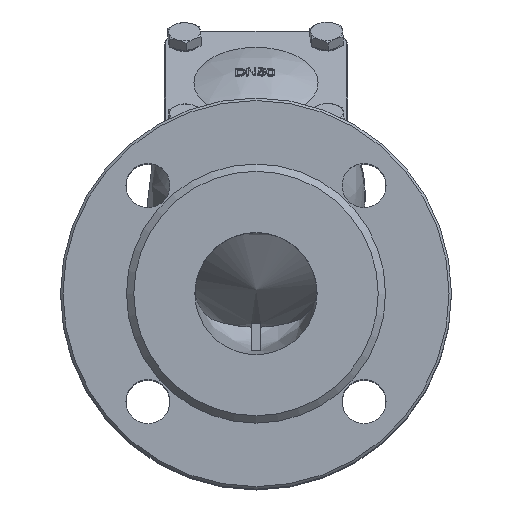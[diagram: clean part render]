
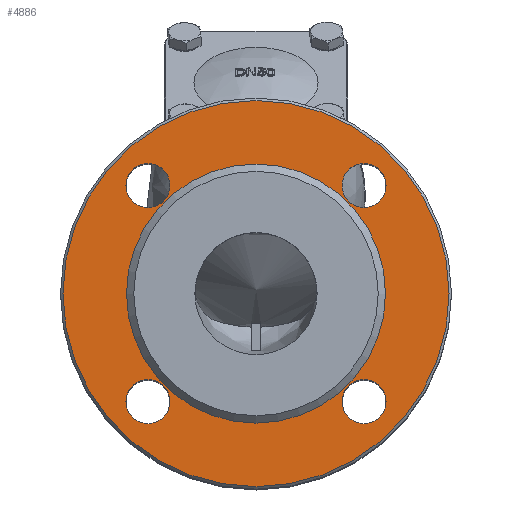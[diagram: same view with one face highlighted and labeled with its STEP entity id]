
A CAD part, top view. The second image highlights one B-rep face of the part: STEP entity #4886.
In plain terms, the highlighted planar face has unit normal (0, 0, 1).
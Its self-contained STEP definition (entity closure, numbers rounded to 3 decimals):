
#182=CIRCLE('',#5254,79.);
#183=CIRCLE('',#5256,53.);
#184=CIRCLE('',#5257,9.);
#185=CIRCLE('',#5258,9.);
#186=CIRCLE('',#5259,9.);
#187=CIRCLE('',#5260,9.);
#322=FACE_BOUND('',#1458,.T.);
#323=FACE_BOUND('',#1459,.T.);
#324=FACE_BOUND('',#1460,.T.);
#325=FACE_BOUND('',#1461,.T.);
#326=FACE_BOUND('',#1462,.T.);
#415=PLANE('',#5255);
#1161=FACE_OUTER_BOUND('',#1457,.T.);
#1457=EDGE_LOOP('',(#3827));
#1458=EDGE_LOOP('',(#3828));
#1459=EDGE_LOOP('',(#3829));
#1460=EDGE_LOOP('',(#3830));
#1461=EDGE_LOOP('',(#3831));
#1462=EDGE_LOOP('',(#3832));
#2165=VERTEX_POINT('',#10470);
#2166=VERTEX_POINT('',#10474);
#2167=VERTEX_POINT('',#10476);
#2168=VERTEX_POINT('',#10478);
#2169=VERTEX_POINT('',#10480);
#2170=VERTEX_POINT('',#10482);
#2751=EDGE_CURVE('',#2165,#2165,#182,.T.);
#2753=EDGE_CURVE('',#2166,#2166,#183,.T.);
#2754=EDGE_CURVE('',#2167,#2167,#184,.T.);
#2755=EDGE_CURVE('',#2168,#2168,#185,.T.);
#2756=EDGE_CURVE('',#2169,#2169,#186,.T.);
#2757=EDGE_CURVE('',#2170,#2170,#187,.T.);
#3827=ORIENTED_EDGE('',*,*,#2751,.F.);
#3828=ORIENTED_EDGE('',*,*,#2753,.F.);
#3829=ORIENTED_EDGE('',*,*,#2754,.T.);
#3830=ORIENTED_EDGE('',*,*,#2755,.T.);
#3831=ORIENTED_EDGE('',*,*,#2756,.T.);
#3832=ORIENTED_EDGE('',*,*,#2757,.T.);
#4886=ADVANCED_FACE('',(#1161,#322,#323,#324,#325,#326),#415,.T.);
#5254=AXIS2_PLACEMENT_3D('',#10471,#5861,#5862);
#5255=AXIS2_PLACEMENT_3D('',#10473,#5864,#5865);
#5256=AXIS2_PLACEMENT_3D('',#10475,#5866,#5867);
#5257=AXIS2_PLACEMENT_3D('',#10477,#5868,#5869);
#5258=AXIS2_PLACEMENT_3D('',#10479,#5870,#5871);
#5259=AXIS2_PLACEMENT_3D('',#10481,#5872,#5873);
#5260=AXIS2_PLACEMENT_3D('',#10483,#5874,#5875);
#5861=DIRECTION('center_axis',(0.,0.,-1.));
#5862=DIRECTION('ref_axis',(-1.,0.,0.));
#5864=DIRECTION('center_axis',(0.,0.,1.));
#5865=DIRECTION('ref_axis',(1.,0.,0.));
#5866=DIRECTION('center_axis',(0.,0.,1.));
#5867=DIRECTION('ref_axis',(-1.,0.,0.));
#5868=DIRECTION('center_axis',(0.,0.,-1.));
#5869=DIRECTION('ref_axis',(-1.,0.,0.));
#5870=DIRECTION('center_axis',(0.,0.,-1.));
#5871=DIRECTION('ref_axis',(-1.,0.,0.));
#5872=DIRECTION('center_axis',(0.,0.,-1.));
#5873=DIRECTION('ref_axis',(-1.,0.,0.));
#5874=DIRECTION('center_axis',(0.,0.,-1.));
#5875=DIRECTION('ref_axis',(-1.,0.,0.));
#10470=CARTESIAN_POINT('',(79.,0.,217.));
#10471=CARTESIAN_POINT('Origin',(0.,0.,217.));
#10473=CARTESIAN_POINT('Origin',(0.,0.,217.));
#10474=CARTESIAN_POINT('',(53.,0.,217.));
#10475=CARTESIAN_POINT('Origin',(0.,0.,217.));
#10476=CARTESIAN_POINT('',(-35.194,44.194,217.));
#10477=CARTESIAN_POINT('Origin',(-44.194,44.194,217.));
#10478=CARTESIAN_POINT('',(-35.194,-44.194,217.));
#10479=CARTESIAN_POINT('Origin',(-44.194,-44.194,217.));
#10480=CARTESIAN_POINT('',(53.194,-44.194,217.));
#10481=CARTESIAN_POINT('Origin',(44.194,-44.194,217.));
#10482=CARTESIAN_POINT('',(53.194,44.194,217.));
#10483=CARTESIAN_POINT('Origin',(44.194,44.194,217.));
